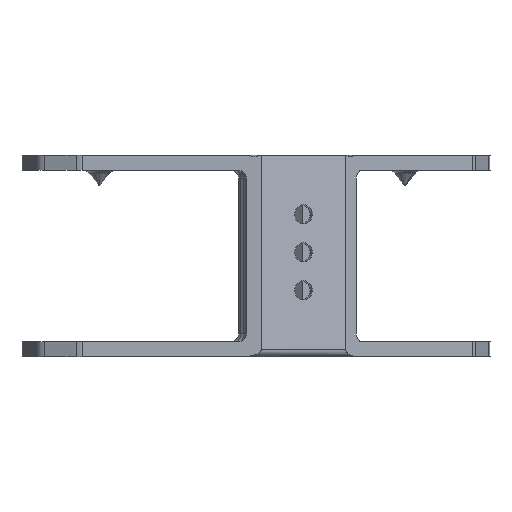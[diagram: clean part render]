
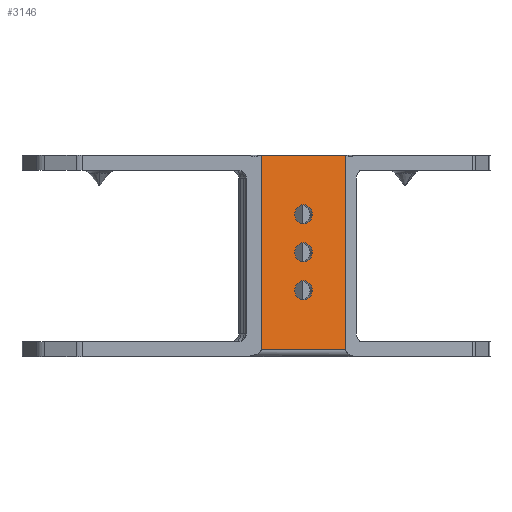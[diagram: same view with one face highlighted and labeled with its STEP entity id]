
A CAD part, front view. The second image highlights one B-rep face of the part: STEP entity #3146.
In plain terms, the highlighted planar face has unit normal (0.383, -0.924, 0).
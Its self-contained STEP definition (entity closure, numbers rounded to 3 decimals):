
#73 = ORIENTED_EDGE ( 'NONE', *, *, #6946, .F. ) ;
#122 = LINE ( 'NONE', #5740, #568 ) ;
#172 = ORIENTED_EDGE ( 'NONE', *, *, #1883, .F. ) ;
#568 = VECTOR ( 'NONE', #1952, 1000. ) ;
#610 = EDGE_LOOP ( 'NONE', ( #172, #7083 ) ) ;
#628 = VERTEX_POINT ( 'NONE', #3522 ) ;
#705 = AXIS2_PLACEMENT_3D ( 'NONE', #4391, #3080, #5512 ) ;
#732 = LINE ( 'NONE', #7495, #6365 ) ;
#977 = CARTESIAN_POINT ( 'NONE',  ( 44.891, -14.953, 37.472 ) ) ;
#1042 = DIRECTION ( 'NONE',  ( 0.924, 0.383, 0. ) ) ;
#1096 = CARTESIAN_POINT ( 'NONE',  ( 53.663, -11.32, 53. ) ) ;
#1124 = VERTEX_POINT ( 'NONE', #7093 ) ;
#1223 = DIRECTION ( 'NONE',  ( 0.924, 0.383, 0. ) ) ;
#1348 = CARTESIAN_POINT ( 'NONE',  ( 42.581, -15.91, 17.472 ) ) ;
#1420 = CARTESIAN_POINT ( 'NONE',  ( 31.5, -20.5, 53. ) ) ;
#1513 = VERTEX_POINT ( 'NONE', #7519 ) ;
#1657 = VERTEX_POINT ( 'NONE', #4678 ) ;
#1680 = DIRECTION ( 'NONE',  ( 0.924, 0.383, 0. ) ) ;
#1851 = CARTESIAN_POINT ( 'NONE',  ( 40.272, -16.867, 37.472 ) ) ;
#1855 = VERTEX_POINT ( 'NONE', #3122 ) ;
#1883 = EDGE_CURVE ( 'NONE', #3217, #3010, #5203, .T. ) ;
#1935 = CARTESIAN_POINT ( 'NONE',  ( 42.581, -15.91, 37.472 ) ) ;
#1952 = DIRECTION ( 'NONE',  ( 0., 0., -1. ) ) ;
#1981 = ORIENTED_EDGE ( 'NONE', *, *, #2755, .F. ) ;
#1990 = LINE ( 'NONE', #2211, #6413 ) ;
#2031 = DIRECTION ( 'NONE',  ( 0.383, -0.924, 0. ) ) ;
#2087 = CIRCLE ( 'NONE', #6544, 2.5 ) ;
#2100 = CIRCLE ( 'NONE', #2732, 2.5 ) ;
#2109 = VERTEX_POINT ( 'NONE', #1096 ) ;
#2154 = LINE ( 'NONE', #4062, #2524 ) ;
#2211 = CARTESIAN_POINT ( 'NONE',  ( 31.5, -20.5, 53. ) ) ;
#2463 = EDGE_CURVE ( 'NONE', #1513, #1124, #2087, .T. ) ;
#2477 = AXIS2_PLACEMENT_3D ( 'NONE', #1420, #5759, #3283 ) ;
#2524 = VECTOR ( 'NONE', #4623, 1000. ) ;
#2732 = AXIS2_PLACEMENT_3D ( 'NONE', #6965, #2031, #5170 ) ;
#2755 = EDGE_CURVE ( 'NONE', #628, #2109, #1990, .T. ) ;
#2783 = EDGE_CURVE ( 'NONE', #628, #7887, #122, .T. ) ;
#2872 = CARTESIAN_POINT ( 'NONE',  ( 31.5, -20.5, 1.944 ) ) ;
#2934 = VERTEX_POINT ( 'NONE', #5921 ) ;
#3010 = VERTEX_POINT ( 'NONE', #1851 ) ;
#3080 = DIRECTION ( 'NONE',  ( 0.383, -0.924, 0. ) ) ;
#3122 = CARTESIAN_POINT ( 'NONE',  ( 53.663, -11.32, 1.944 ) ) ;
#3146 = ADVANCED_FACE ( 'NONE', ( #4594, #7028, #4520, #5153 ), #7586, .F. ) ;
#3168 = DIRECTION ( 'NONE',  ( 0.924, 0.383, 0. ) ) ;
#3217 = VERTEX_POINT ( 'NONE', #977 ) ;
#3283 = DIRECTION ( 'NONE',  ( -0.924, -0.383, 0. ) ) ;
#3334 = EDGE_CURVE ( 'NONE', #3010, #3217, #4127, .T. ) ;
#3408 = EDGE_LOOP ( 'NONE', ( #6431, #5656 ) ) ;
#3522 = CARTESIAN_POINT ( 'NONE',  ( 31.5, -20.5, 53. ) ) ;
#3804 = ORIENTED_EDGE ( 'NONE', *, *, #2463, .F. ) ;
#3820 = EDGE_CURVE ( 'NONE', #1657, #2934, #2100, .T. ) ;
#4062 = CARTESIAN_POINT ( 'NONE',  ( 31.5, -20.5, 1.944 ) ) ;
#4127 = CIRCLE ( 'NONE', #705, 2.5 ) ;
#4391 = CARTESIAN_POINT ( 'NONE',  ( 42.581, -15.91, 37.472 ) ) ;
#4520 = FACE_BOUND ( 'NONE', #7235, .T. ) ;
#4524 = ORIENTED_EDGE ( 'NONE', *, *, #2783, .T. ) ;
#4594 = FACE_BOUND ( 'NONE', #610, .T. ) ;
#4623 = DIRECTION ( 'NONE',  ( 0.924, 0.383, 0. ) ) ;
#4678 = CARTESIAN_POINT ( 'NONE',  ( 40.272, -16.867, 17.472 ) ) ;
#5153 = FACE_OUTER_BOUND ( 'NONE', #7754, .T. ) ;
#5170 = DIRECTION ( 'NONE',  ( 0.924, 0.383, 0. ) ) ;
#5203 = CIRCLE ( 'NONE', #6228, 2.5 ) ;
#5257 = CARTESIAN_POINT ( 'NONE',  ( 42.581, -15.91, 27.472 ) ) ;
#5481 = EDGE_CURVE ( 'NONE', #7887, #1855, #2154, .T. ) ;
#5486 = CIRCLE ( 'NONE', #6752, 2.5 ) ;
#5512 = DIRECTION ( 'NONE',  ( 0.924, 0.383, 0. ) ) ;
#5591 = AXIS2_PLACEMENT_3D ( 'NONE', #7570, #6490, #1042 ) ;
#5632 = DIRECTION ( 'NONE',  ( 0., 0., -1. ) ) ;
#5656 = ORIENTED_EDGE ( 'NONE', *, *, #3820, .F. ) ;
#5740 = CARTESIAN_POINT ( 'NONE',  ( 31.5, -20.5, 4. ) ) ;
#5759 = DIRECTION ( 'NONE',  ( -0.383, 0.924, 0. ) ) ;
#5882 = ORIENTED_EDGE ( 'NONE', *, *, #6002, .F. ) ;
#5921 = CARTESIAN_POINT ( 'NONE',  ( 44.891, -14.953, 17.472 ) ) ;
#6002 = EDGE_CURVE ( 'NONE', #1124, #1513, #6982, .T. ) ;
#6200 = DIRECTION ( 'NONE',  ( 0.383, -0.924, 0. ) ) ;
#6228 = AXIS2_PLACEMENT_3D ( 'NONE', #1935, #6670, #1223 ) ;
#6365 = VECTOR ( 'NONE', #5632, 1000. ) ;
#6413 = VECTOR ( 'NONE', #7532, 1000. ) ;
#6431 = ORIENTED_EDGE ( 'NONE', *, *, #7733, .F. ) ;
#6490 = DIRECTION ( 'NONE',  ( 0.383, -0.924, 0. ) ) ;
#6544 = AXIS2_PLACEMENT_3D ( 'NONE', #5257, #7131, #1680 ) ;
#6670 = DIRECTION ( 'NONE',  ( 0.383, -0.924, 0. ) ) ;
#6752 = AXIS2_PLACEMENT_3D ( 'NONE', #1348, #6200, #3168 ) ;
#6946 = EDGE_CURVE ( 'NONE', #2109, #1855, #732, .T. ) ;
#6965 = CARTESIAN_POINT ( 'NONE',  ( 42.581, -15.91, 17.472 ) ) ;
#6982 = CIRCLE ( 'NONE', #5591, 2.5 ) ;
#7007 = ORIENTED_EDGE ( 'NONE', *, *, #5481, .T. ) ;
#7028 = FACE_BOUND ( 'NONE', #3408, .T. ) ;
#7083 = ORIENTED_EDGE ( 'NONE', *, *, #3334, .F. ) ;
#7093 = CARTESIAN_POINT ( 'NONE',  ( 44.891, -14.953, 27.472 ) ) ;
#7131 = DIRECTION ( 'NONE',  ( 0.383, -0.924, 0. ) ) ;
#7235 = EDGE_LOOP ( 'NONE', ( #5882, #3804 ) ) ;
#7495 = CARTESIAN_POINT ( 'NONE',  ( 53.663, -11.32, 4. ) ) ;
#7519 = CARTESIAN_POINT ( 'NONE',  ( 40.272, -16.867, 27.472 ) ) ;
#7532 = DIRECTION ( 'NONE',  ( 0.924, 0.383, 0. ) ) ;
#7570 = CARTESIAN_POINT ( 'NONE',  ( 42.581, -15.91, 27.472 ) ) ;
#7586 = PLANE ( 'NONE',  #2477 ) ;
#7733 = EDGE_CURVE ( 'NONE', #2934, #1657, #5486, .T. ) ;
#7754 = EDGE_LOOP ( 'NONE', ( #4524, #7007, #73, #1981 ) ) ;
#7887 = VERTEX_POINT ( 'NONE', #2872 ) ;
